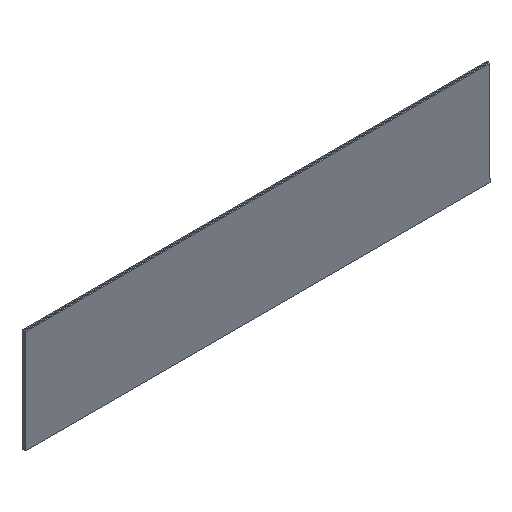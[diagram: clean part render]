
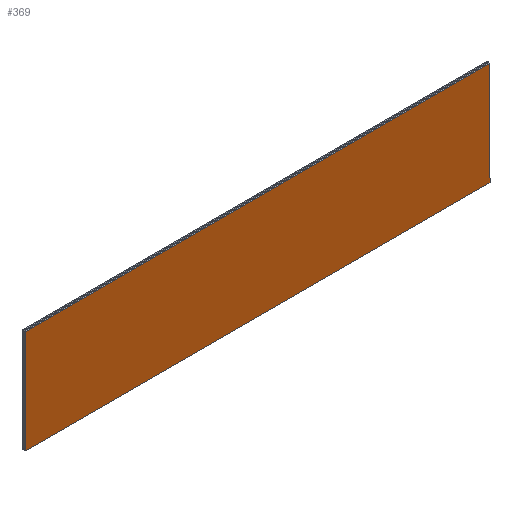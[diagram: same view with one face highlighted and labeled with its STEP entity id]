
A CAD part, isometric view. The second image highlights one B-rep face of the part: STEP entity #369.
In plain terms, the highlighted planar face has unit normal (0, -1, 0).
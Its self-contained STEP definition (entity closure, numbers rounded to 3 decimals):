
#2 = EDGE_CURVE ( 'NONE', #103, #345, #451, .T. ) ;
#5 = LINE ( 'NONE', #160, #365 ) ;
#18 = LINE ( 'NONE', #205, #52 ) ;
#20 = CARTESIAN_POINT ( 'NONE',  ( -1350., -19., -300. ) ) ;
#52 = VECTOR ( 'NONE', #364, 1000. ) ;
#103 = VERTEX_POINT ( 'NONE', #240 ) ;
#104 = PLANE ( 'NONE',  #470 ) ;
#114 = EDGE_CURVE ( 'NONE', #116, #345, #5, .T. ) ;
#116 = VERTEX_POINT ( 'NONE', #165 ) ;
#135 = ORIENTED_EDGE ( 'NONE', *, *, #2, .T. ) ;
#154 = VECTOR ( 'NONE', #487, 1000. ) ;
#160 = CARTESIAN_POINT ( 'NONE',  ( -1350., -19., 300. ) ) ;
#165 = CARTESIAN_POINT ( 'NONE',  ( -1350., -19., 300. ) ) ;
#167 = CARTESIAN_POINT ( 'NONE',  ( -1350., -19., -300. ) ) ;
#178 = CARTESIAN_POINT ( 'NONE',  ( 1350., -19., 300. ) ) ;
#189 = ORIENTED_EDGE ( 'NONE', *, *, #374, .T. ) ;
#205 = CARTESIAN_POINT ( 'NONE',  ( -1350., -19., 300. ) ) ;
#240 = CARTESIAN_POINT ( 'NONE',  ( 1350., -19., -300. ) ) ;
#250 = LINE ( 'NONE', #20, #154 ) ;
#259 = DIRECTION ( 'NONE',  ( 0., 1., 0. ) ) ;
#283 = EDGE_CURVE ( 'NONE', #296, #116, #18, .T. ) ;
#296 = VERTEX_POINT ( 'NONE', #167 ) ;
#304 = ORIENTED_EDGE ( 'NONE', *, *, #283, .F. ) ;
#315 = DIRECTION ( 'NONE',  ( 1., 0., 0. ) ) ;
#319 = VECTOR ( 'NONE', #419, 1000. ) ;
#331 = DIRECTION ( 'NONE',  ( 0., 0., 1. ) ) ;
#338 = FACE_OUTER_BOUND ( 'NONE', #494, .T. ) ;
#345 = VERTEX_POINT ( 'NONE', #178 ) ;
#364 = DIRECTION ( 'NONE',  ( 0., 0., 1. ) ) ;
#365 = VECTOR ( 'NONE', #315, 1000. ) ;
#369 = ADVANCED_FACE ( 'NONE', ( #338 ), #104, .F. ) ;
#371 = CARTESIAN_POINT ( 'NONE',  ( -1350., -19., 300. ) ) ;
#374 = EDGE_CURVE ( 'NONE', #296, #103, #250, .T. ) ;
#389 = CARTESIAN_POINT ( 'NONE',  ( 1350., -19., 300. ) ) ;
#419 = DIRECTION ( 'NONE',  ( 0., 0., 1. ) ) ;
#451 = LINE ( 'NONE', #389, #319 ) ;
#470 = AXIS2_PLACEMENT_3D ( 'NONE', #371, #259, #331 ) ;
#487 = DIRECTION ( 'NONE',  ( 1., 0., 0. ) ) ;
#490 = ORIENTED_EDGE ( 'NONE', *, *, #114, .F. ) ;
#494 = EDGE_LOOP ( 'NONE', ( #135, #490, #304, #189 ) ) ;
